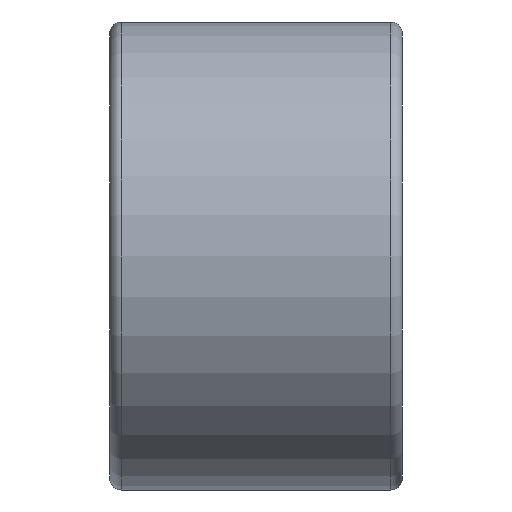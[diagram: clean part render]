
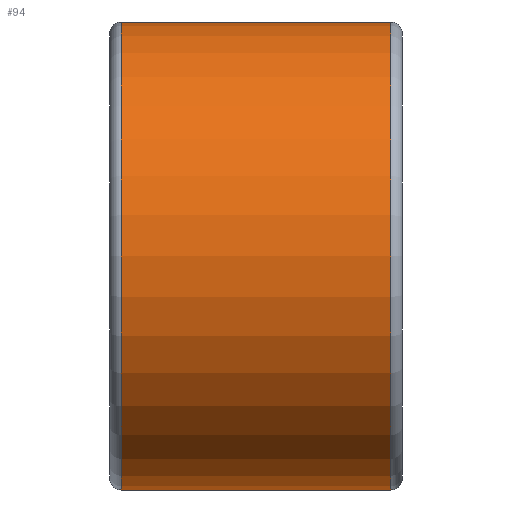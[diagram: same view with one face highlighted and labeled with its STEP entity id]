
A CAD part, left-side view. The second image highlights one B-rep face of the part: STEP entity #94.
In plain terms, the highlighted cylindrical face has radius 4 mm (diameter 8 mm), a partial arc.
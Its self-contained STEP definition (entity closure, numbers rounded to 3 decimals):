
#94 = ADVANCED_FACE( '', ( #187 ), #188, .T. );
#187 = FACE_OUTER_BOUND( '', #274, .T. );
#188 = CYLINDRICAL_SURFACE( '', #275, 4. );
#274 = EDGE_LOOP( '', ( #471, #472, #473, #474 ) );
#275 = AXIS2_PLACEMENT_3D( '', #475, #476, #477 );
#471 = ORIENTED_EDGE( '', *, *, #515, .F. );
#472 = ORIENTED_EDGE( '', *, *, #547, .T. );
#473 = ORIENTED_EDGE( '', *, *, #579, .F. );
#474 = ORIENTED_EDGE( '', *, *, #580, .T. );
#475 = CARTESIAN_POINT( '', ( -13.75, -2.5, 0. ) );
#476 = DIRECTION( '', ( 0., -1., 0. ) );
#477 = DIRECTION( '', ( 0., 0., 1. ) );
#515 = EDGE_CURVE( '', #606, #608, #609, .F. );
#547 = EDGE_CURVE( '', #606, #654, #656, .T. );
#579 = EDGE_CURVE( '', #586, #654, #693, .T. );
#580 = EDGE_CURVE( '', #586, #608, #694, .F. );
#586 = VERTEX_POINT( '', #700 );
#606 = VERTEX_POINT( '', #725 );
#608 = VERTEX_POINT( '', #728 );
#609 = LINE( '', #729, #730 );
#654 = VERTEX_POINT( '', #785 );
#656 = CIRCLE( '', #787, 4. );
#693 = LINE( '', #830, #831 );
#694 = CIRCLE( '', #832, 4. );
#700 = CARTESIAN_POINT( '', ( -13.75, -2.3, -4. ) );
#725 = CARTESIAN_POINT( '', ( -13.75, 2.3, 4. ) );
#728 = CARTESIAN_POINT( '', ( -13.75, -2.3, 4. ) );
#729 = CARTESIAN_POINT( '', ( -13.75, -2.5, 4. ) );
#730 = VECTOR( '', #854, 1000. );
#785 = CARTESIAN_POINT( '', ( -13.75, 2.3, -4. ) );
#787 = AXIS2_PLACEMENT_3D( '', #904, #905, #906 );
#830 = CARTESIAN_POINT( '', ( -13.75, -2.5, -4. ) );
#831 = VECTOR( '', #952, 1000. );
#832 = AXIS2_PLACEMENT_3D( '', #953, #954, #955 );
#854 = DIRECTION( '', ( 0., 1., 0. ) );
#904 = CARTESIAN_POINT( '', ( -13.75, 2.3, 0. ) );
#905 = DIRECTION( '', ( 0., -1., 0. ) );
#906 = DIRECTION( '', ( 0., 0., -1. ) );
#952 = DIRECTION( '', ( 0., 1., 0. ) );
#953 = CARTESIAN_POINT( '', ( -13.75, -2.3, 0. ) );
#954 = DIRECTION( '', ( 0., -1., 0. ) );
#955 = DIRECTION( '', ( 0., 0., -1. ) );
